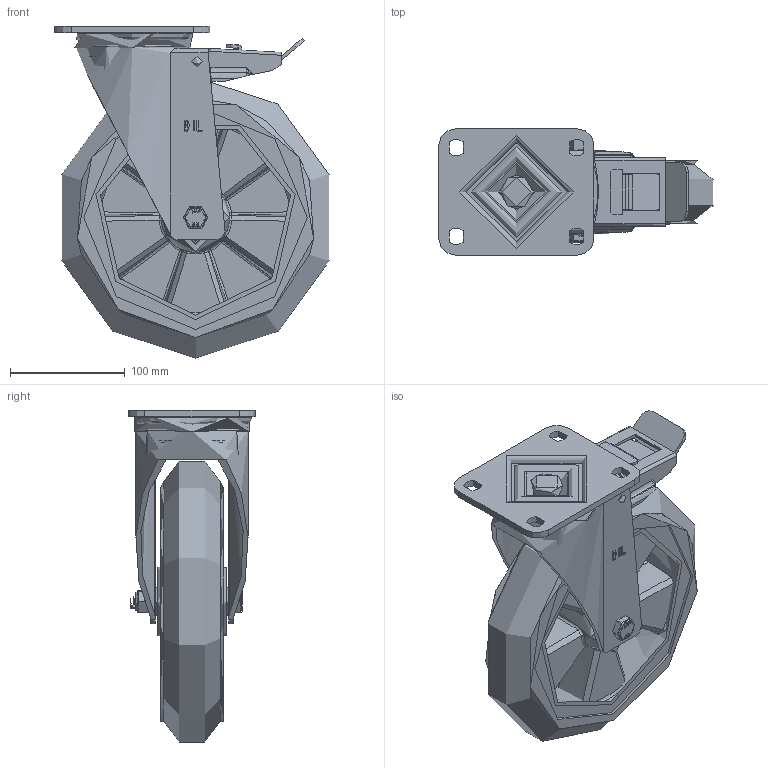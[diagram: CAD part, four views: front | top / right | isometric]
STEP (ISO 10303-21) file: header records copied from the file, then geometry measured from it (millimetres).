
FILE_DESCRIPTION(/* description */ (''),/* implementation_level */ '2;1');
FILE_NAME(/* name */ 'BZP250SRERBJSWB.step',/* time_stamp */ '2024-10-30T16:12:42Z',/* author */ (''),/* organization */ (''),/* preprocessor_version */ 'ST-DEVELOPER v20',/* originating_system */ 'Autodesk Translation Framework v13.20.0.188',/* authorisation */ '');
FILE_SCHEMA (('AUTOMOTIVE_DESIGN { 1 0 10303 214 3 1 1 }'));
Products named in the file (37): BZP250SRERBJSWB; BZP250ASSWB - 64 v1; ZINC PLATED, PRESSED STEEL TOP PLATE; ZINC PLATED, PRESSED STEEL TOP PLATE Geometry; NUT; ZINC PLATED, PRESSED STEEL FORKS; ZINC PLATED, PRESSED STEEL FORKS Geometry; BRAKE; BOLT; BEARING SEALS; ZINC PLATED, PRESSED STEEL BRAKE PEDAL; BRAKE PAD; BRAKE PAD Geometry; BRAKE BOLT; BZH250WSRERBJM20 v1; 55 SHORE A ELASTIC RUBBER TYRE; ALUMINIUM RIM; BEARING6204; BALL BEARINGS; BEARING6204 (1); BALL BEARINGS (1); Component3; INNER; OUTER; MIDDLE; RUBBER; BEARING SPACER; TH20X2X12 v1; ZINC PLATED HEADED SPACER; TH20X2X12 v1 (1); ZINC PLATED HEADED SPACER (1); HEXBOLTM12X90Z8.8 v2; GRADE 8.8 ZINC PLATED BOLT; NYLOCM12Z14MM v1; NYLOC NUT; NUT (1); RUBBER (1)
Assembly tree (55 placements, depth 5):
  BZP250SRERBJSWB
    BZP250ASSWB - 64 v1
      ZINC PLATED, PRESSED STEEL TOP PLATE
        ZINC PLATED, PRESSED STEEL TOP PLATE Geometry
        NUT
      ZINC PLATED, PRESSED STEEL FORKS
        ZINC PLATED, PRESSED STEEL FORKS Geometry
        BRAKE
        BOLT
      BEARING SEALS
      ZINC PLATED, PRESSED STEEL BRAKE PEDAL
      BRAKE PAD
        BRAKE PAD Geometry
        BRAKE BOLT
    BZH250WSRERBJM20 v1
      55 SHORE A ELASTIC RUBBER TYRE
      ALUMINIUM RIM
      BEARING6204
        INNER
        OUTER
        BALL BEARINGS
          Component3  x8
        MIDDLE
        RUBBER
      BEARING6204 (1)
        BALL BEARINGS (1)
          Component3  x8
        INNER
        OUTER
        MIDDLE
        RUBBER
      BEARING SPACER
    TH20X2X12 v1
      ZINC PLATED HEADED SPACER
    TH20X2X12 v1 (1)
      ZINC PLATED HEADED SPACER (1)
    HEXBOLTM12X90Z8.8 v2
      GRADE 8.8 ZINC PLATED BOLT
    NYLOCM12Z14MM v1
      NYLOC NUT
        NUT (1)
        RUBBER (1)
Bounding box: 238.88 x 110 x 289.36 mm (x, y, z)
Volume: 1775937.9 mm3; surface area: 477514.5 mm2
Topology: 43 solids, 43 shells, 1730 faces, 4406 edges, 2846 vertices
Faces by surface type: plane 746, bspline 489, cylinder 311, sphere 108, torus 69, cone 7
Full cylindrical faces by diameter (mm): 5 x5, 9.836 x16, 10 x2, 11.834 x16, 12 x3, 12.2 x4, 14 x2, 17.75 x1, 18.5 x1, 19 x2, 19.8 x2, 20 x3, 24 x1, 25 x2, 27 x2, 28.5 x8, 29 x2, 30 x1, 30.8 x4, 31.3 x4, 40 x1, 40.3 x4, 40.5 x4, 40.8 x4, 42 x10, 44 x1, 47 x4, 50 x1, 59.5 x2, 83 x1
Entity records: 91413 total; most frequent: CARTESIAN_POINT 59004, ORIENTED_EDGE 6866, DIRECTION 5962, EDGE_CURVE 3433, AXIS2_PLACEMENT_3D 2225, VERTEX_POINT 2208, EDGE_LOOP 1541, LINE 1512
